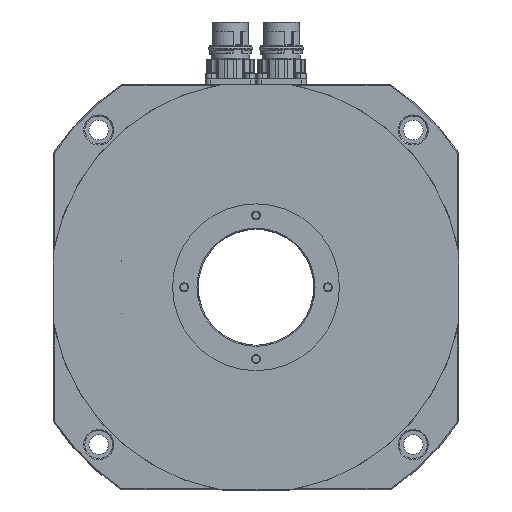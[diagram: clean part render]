
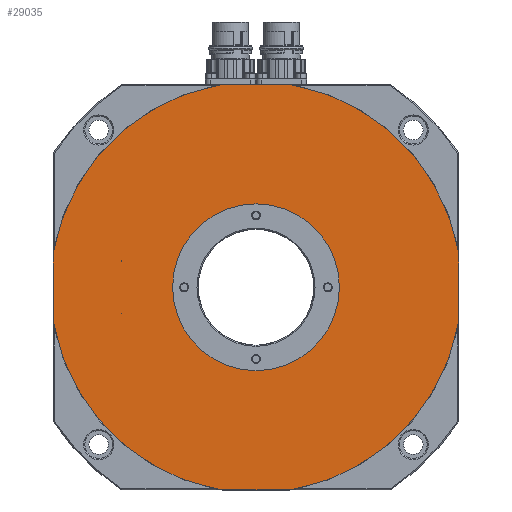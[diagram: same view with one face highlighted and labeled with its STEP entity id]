
A CAD part, left-side view. The second image highlights one B-rep face of the part: STEP entity #29035.
In plain terms, the highlighted planar face has unit normal (-1, 0, 0).
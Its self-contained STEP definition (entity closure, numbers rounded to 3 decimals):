
#227 = CARTESIAN_POINT ( 'NONE',  ( -44.5, -87.5, 87.5 ) ) ;
#644 = AXIS2_PLACEMENT_3D ( 'NONE', #98362, #7924, #70093 ) ;
#989 = LINE ( 'NONE', #227, #70745 ) ;
#3464 = CIRCLE ( 'NONE', #32333, 88.75 ) ;
#3835 = EDGE_LOOP ( 'NONE', ( #20089, #66126 ) ) ;
#4425 = DIRECTION ( 'NONE',  ( -1., 0., 0. ) ) ;
#4771 = VERTEX_POINT ( 'NONE', #60565 ) ;
#5206 = DIRECTION ( 'NONE',  ( 0., 0., 1. ) ) ;
#5303 = ORIENTED_EDGE ( 'NONE', *, *, #83327, .T. ) ;
#6466 = AXIS2_PLACEMENT_3D ( 'NONE', #24649, #33059, #5206 ) ;
#7725 = CARTESIAN_POINT ( 'NONE',  ( -44.5, -14.843, 87.5 ) ) ;
#7924 = DIRECTION ( 'NONE',  ( -1., 0., 0. ) ) ;
#9526 = CARTESIAN_POINT ( 'NONE',  ( -44.5, 87.5, 87.5 ) ) ;
#12287 = EDGE_CURVE ( 'NONE', #109024, #46323, #47427, .T. ) ;
#15396 = CARTESIAN_POINT ( 'NONE',  ( -44.5, -87.5, -14.843 ) ) ;
#16310 = EDGE_CURVE ( 'NONE', #64319, #4771, #103778, .T. ) ;
#17247 = FACE_OUTER_BOUND ( 'NONE', #81456, .T. ) ;
#18546 = CARTESIAN_POINT ( 'NONE',  ( -44.5, 87.5, 14.843 ) ) ;
#19612 = EDGE_CURVE ( 'NONE', #26569, #110905, #103096, .T. ) ;
#19838 = ORIENTED_EDGE ( 'NONE', *, *, #19612, .T. ) ;
#19930 = DIRECTION ( 'NONE',  ( -1., 0., 0. ) ) ;
#19955 = VERTEX_POINT ( 'NONE', #117074 ) ;
#20089 = ORIENTED_EDGE ( 'NONE', *, *, #97529, .F. ) ;
#24649 = CARTESIAN_POINT ( 'NONE',  ( -44.5, 0., 0. ) ) ;
#26569 = VERTEX_POINT ( 'NONE', #18546 ) ;
#28166 = ORIENTED_EDGE ( 'NONE', *, *, #16310, .T. ) ;
#29035 = ADVANCED_FACE ( 'NONE', ( #17247, #34382 ), #78086, .T. ) ;
#29167 = DIRECTION ( 'NONE',  ( -1., 0., 0. ) ) ;
#32333 = AXIS2_PLACEMENT_3D ( 'NONE', #63603, #100220, #46390 ) ;
#33059 = DIRECTION ( 'NONE',  ( -1., 0., 0. ) ) ;
#34382 = FACE_BOUND ( 'NONE', #3835, .T. ) ;
#35705 = DIRECTION ( 'NONE',  ( 0., 0., 1. ) ) ;
#36504 = DIRECTION ( 'NONE',  ( 0., -1., 0. ) ) ;
#37164 = CARTESIAN_POINT ( 'NONE',  ( -44.5, 87.5, -14.843 ) ) ;
#37885 = CARTESIAN_POINT ( 'NONE',  ( -44.5, -87.5, 14.843 ) ) ;
#40443 = CARTESIAN_POINT ( 'NONE',  ( -44.5, -14.843, -87.5 ) ) ;
#41889 = VERTEX_POINT ( 'NONE', #87956 ) ;
#42041 = VERTEX_POINT ( 'NONE', #15396 ) ;
#42363 = CIRCLE ( 'NONE', #46500, 36. ) ;
#43824 = CIRCLE ( 'NONE', #115785, 88.75 ) ;
#44393 = EDGE_CURVE ( 'NONE', #110905, #109024, #3464, .T. ) ;
#45501 = CIRCLE ( 'NONE', #105996, 36. ) ;
#45633 = CARTESIAN_POINT ( 'NONE',  ( -44.5, 0., 0. ) ) ;
#46323 = VERTEX_POINT ( 'NONE', #40443 ) ;
#46390 = DIRECTION ( 'NONE',  ( 0., 0., 1. ) ) ;
#46500 = AXIS2_PLACEMENT_3D ( 'NONE', #92021, #19930, #66175 ) ;
#47427 = LINE ( 'NONE', #91849, #87364 ) ;
#48957 = EDGE_CURVE ( 'NONE', #42041, #65995, #989, .T. ) ;
#54497 = EDGE_CURVE ( 'NONE', #19955, #41889, #45501, .T. ) ;
#54588 = VECTOR ( 'NONE', #80159, 1000. ) ;
#58297 = ORIENTED_EDGE ( 'NONE', *, *, #96051, .T. ) ;
#60565 = CARTESIAN_POINT ( 'NONE',  ( -44.5, 14.843, 87.5 ) ) ;
#61844 = CARTESIAN_POINT ( 'NONE',  ( -44.5, 87.5, 87.5 ) ) ;
#62418 = VECTOR ( 'NONE', #72453, 1000. ) ;
#63603 = CARTESIAN_POINT ( 'NONE',  ( -44.5, 0., 0. ) ) ;
#63853 = EDGE_CURVE ( 'NONE', #65995, #64319, #91627, .T. ) ;
#64319 = VERTEX_POINT ( 'NONE', #7725 ) ;
#65112 = ORIENTED_EDGE ( 'NONE', *, *, #63853, .T. ) ;
#65995 = VERTEX_POINT ( 'NONE', #37885 ) ;
#66126 = ORIENTED_EDGE ( 'NONE', *, *, #54497, .F. ) ;
#66175 = DIRECTION ( 'NONE',  ( 0., 0., 1. ) ) ;
#66472 = ORIENTED_EDGE ( 'NONE', *, *, #12287, .T. ) ;
#68564 = CARTESIAN_POINT ( 'NONE',  ( -44.5, 0., 0. ) ) ;
#70093 = DIRECTION ( 'NONE',  ( 0., 0., 1. ) ) ;
#70344 = AXIS2_PLACEMENT_3D ( 'NONE', #45633, #99836, #35705 ) ;
#70745 = VECTOR ( 'NONE', #108954, 1000. ) ;
#72162 = ORIENTED_EDGE ( 'NONE', *, *, #44393, .T. ) ;
#72453 = DIRECTION ( 'NONE',  ( 0., 1., 0. ) ) ;
#75967 = CARTESIAN_POINT ( 'NONE',  ( -44.5, 14.843, -87.5 ) ) ;
#78086 = PLANE ( 'NONE',  #6466 ) ;
#80159 = DIRECTION ( 'NONE',  ( 0., 0., -1. ) ) ;
#81456 = EDGE_LOOP ( 'NONE', ( #28166, #58297, #19838, #72162, #66472, #5303, #81459, #65112 ) ) ;
#81459 = ORIENTED_EDGE ( 'NONE', *, *, #48957, .T. ) ;
#83327 = EDGE_CURVE ( 'NONE', #46323, #42041, #96054, .T. ) ;
#83752 = DIRECTION ( 'NONE',  ( 0., 0., 1. ) ) ;
#87364 = VECTOR ( 'NONE', #36504, 1000. ) ;
#87956 = CARTESIAN_POINT ( 'NONE',  ( -44.5, 0., -36. ) ) ;
#91627 = CIRCLE ( 'NONE', #70344, 88.75 ) ;
#91849 = CARTESIAN_POINT ( 'NONE',  ( -44.5, 87.5, -87.5 ) ) ;
#92021 = CARTESIAN_POINT ( 'NONE',  ( -44.5, 0., 0. ) ) ;
#96051 = EDGE_CURVE ( 'NONE', #4771, #26569, #43824, .T. ) ;
#96054 = CIRCLE ( 'NONE', #644, 88.75 ) ;
#97529 = EDGE_CURVE ( 'NONE', #41889, #19955, #42363, .T. ) ;
#98362 = CARTESIAN_POINT ( 'NONE',  ( -44.5, 0., 0. ) ) ;
#99836 = DIRECTION ( 'NONE',  ( -1., 0., 0. ) ) ;
#100220 = DIRECTION ( 'NONE',  ( -1., 0., 0. ) ) ;
#103096 = LINE ( 'NONE', #61844, #54588 ) ;
#103778 = LINE ( 'NONE', #9526, #62418 ) ;
#105607 = DIRECTION ( 'NONE',  ( 0., 0., 1. ) ) ;
#105996 = AXIS2_PLACEMENT_3D ( 'NONE', #111227, #29167, #83752 ) ;
#108954 = DIRECTION ( 'NONE',  ( 0., 0., 1. ) ) ;
#109024 = VERTEX_POINT ( 'NONE', #75967 ) ;
#110905 = VERTEX_POINT ( 'NONE', #37164 ) ;
#111227 = CARTESIAN_POINT ( 'NONE',  ( -44.5, 0., 0. ) ) ;
#115785 = AXIS2_PLACEMENT_3D ( 'NONE', #68564, #4425, #105607 ) ;
#117074 = CARTESIAN_POINT ( 'NONE',  ( -44.5, 0., 36. ) ) ;
